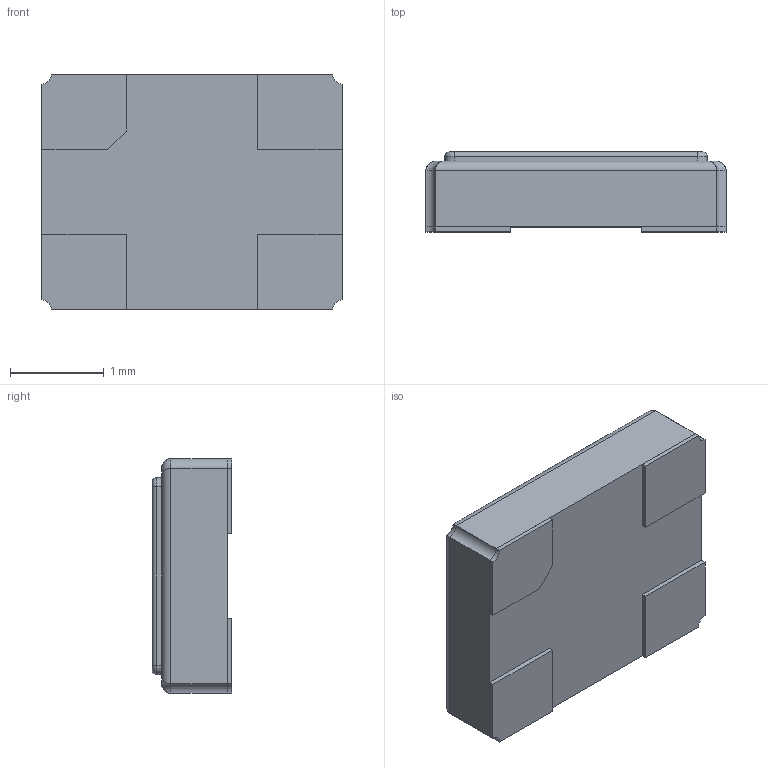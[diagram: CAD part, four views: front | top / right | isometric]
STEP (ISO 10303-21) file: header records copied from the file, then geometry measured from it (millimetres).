
FILE_DESCRIPTION( ( '' ), ' ' );
FILE_NAME( '5a699b85e04e5210d0f55b53.step', '2018-01-25T08:56:13', ( '' ), ( '' ), ' ', ' ', ' ' );
FILE_SCHEMA( ( 'AUTOMOTIVE_DESIGN { 1 0 10303 214 1 1 1 1 }' ) );
Length unit declared in the file: metre
Products named in the file (6): 1; 2; 3; 4; 5; 6
Bounding box: 3.2 x 0.85 x 2.5 mm (x, y, z)
Volume: 6.3 mm3; surface area: 42.1 mm2
Topology: 6 solids, 6 shells, 65 faces, 143 edges, 90 vertices
Faces by surface type: plane 37, cylinder 20, torus 8
Entity records: 2483 total; most frequent: CARTESIAN_POINT 448, DIRECTION 317, ORIENTED_EDGE 286, EDGE_CURVE 143, AXIS2_PLACEMENT_3D 111, LINE 95, VECTOR 95, VERTEX_POINT 90
